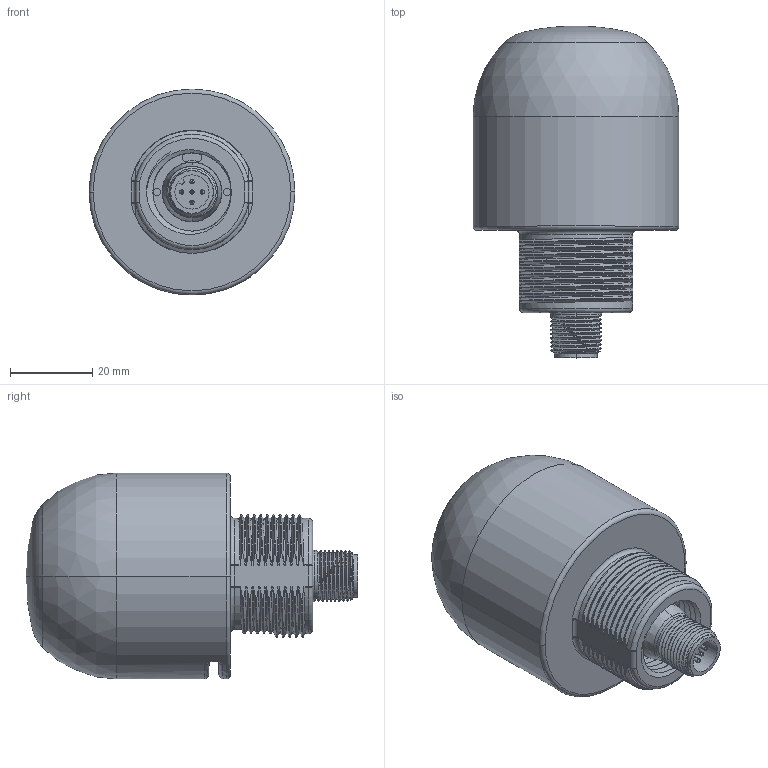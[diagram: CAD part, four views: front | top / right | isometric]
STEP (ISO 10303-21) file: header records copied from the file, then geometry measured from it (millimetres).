
FILE_DESCRIPTION((''),'2;1');
FILE_NAME('225361_ASM','2022-03-11T11:30:52',('PDMAdmin'),('BANNER ENGINEERING'),'CREO PARAMETRIC BY PTC INC, 2019292','CREO PARAMETRIC BY PTC INC, 2019292','');
FILE_SCHEMA(('CONFIG_CONTROL_DESIGN'));
Length unit declared in the file: millimetre
Products named in the file (2): 225361_EP01; 225361_ASM
Assembly tree (1 placements, depth 2):
  225361_ASM
    225361_EP01
Bounding box: 50 x 80.6 x 50 mm (x, y, z)
Volume: 96863.2 mm3; surface area: 16004.2 mm2
Topology: 1 solids, 1 shells, 294 faces, 741 edges, 464 vertices
Faces by surface type: bspline 118, cylinder 112, plane 26, torus 23, sphere 8, cone 7
Entity records: 23527 total; most frequent: CARTESIAN_POINT 17286, ORIENTED_EDGE 1478, DIRECTION 973, EDGE_CURVE 739, VERTEX_POINT 464, AXIS2_PLACEMENT_3D 373, B_SPLINE_CURVE_WITH_KNOTS 318, EDGE_LOOP 311
